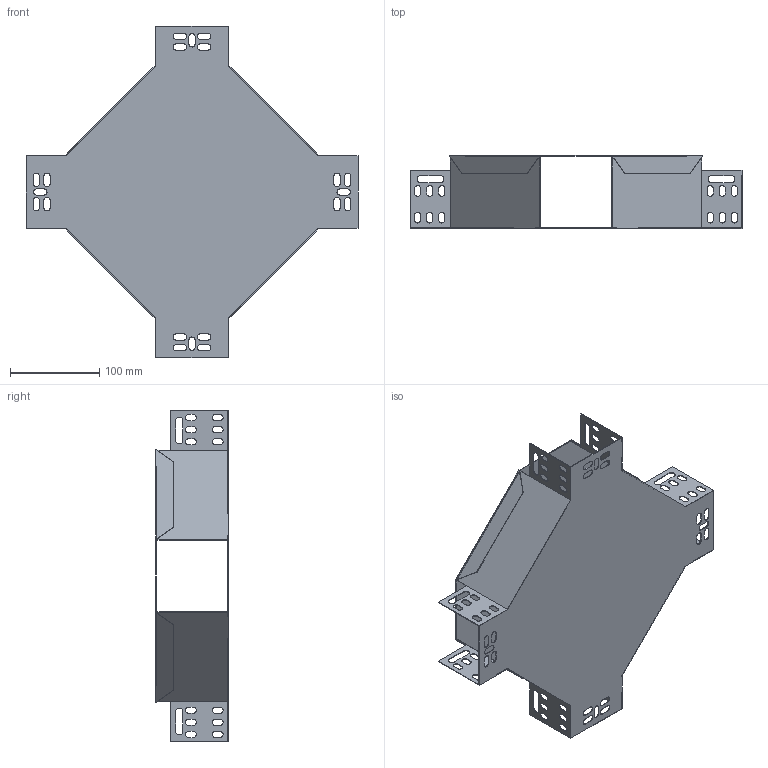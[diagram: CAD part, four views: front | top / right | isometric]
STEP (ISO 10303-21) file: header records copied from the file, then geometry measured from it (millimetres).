
FILE_DESCRIPTION (( 'STEP AP203' ), '1' );
FILE_NAME ('CLP1X-080-80 Êðåñòîâèíà 80õ80.STEP', '2016-03-04T10:58:46', ( '' ), ( '' ), 'SwSTEP 2.0', 'SolidWorks 2014', '' );
FILE_SCHEMA (( 'CONFIG_CONTROL_DESIGN' ));
Length unit declared in the file: millimetre
Products named in the file (1): CLP1X-080-80 Êðåñòîâèíà 80õ80
Bounding box: 371.34 x 81.6 x 371.34 mm (x, y, z)
Volume: 163095.9 mm3; surface area: 412295.9 mm2
Topology: 2 solids, 2 shells, 396 faces, 1144 edges, 752 vertices
Faces by surface type: plane 244, cylinder 152
Entity records: 13375 total; most frequent: CARTESIAN_POINT 2293, ORIENTED_EDGE 2288, DIRECTION 2242, EDGE_CURVE 1144, LINE 840, VECTOR 840, VERTEX_POINT 752, AXIS2_PLACEMENT_3D 701
